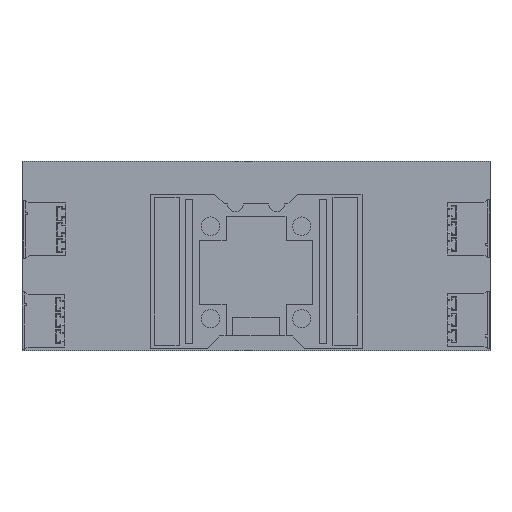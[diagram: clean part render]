
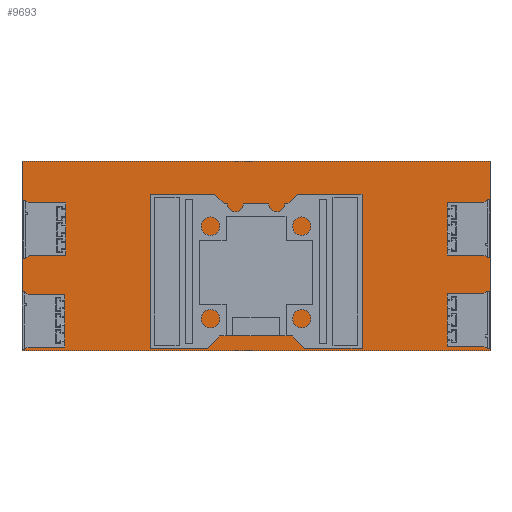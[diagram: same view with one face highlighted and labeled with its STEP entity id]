
A CAD part, top view. The second image highlights one B-rep face of the part: STEP entity #9693.
In plain terms, the highlighted planar face has unit normal (0, 0, 1).
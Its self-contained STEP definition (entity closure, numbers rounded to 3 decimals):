
#632=PLANE('',#10602);
#1140=FACE_OUTER_BOUND('',#1816,.T.);
#1816=EDGE_LOOP('',(#8932,#8933,#8934,#8935));
#2809=LINE('',#16184,#3810);
#2812=LINE('',#16190,#3813);
#2815=LINE('',#16196,#3816);
#2818=LINE('',#16200,#3819);
#3810=VECTOR('',#13275,10.);
#3813=VECTOR('',#13280,10.);
#3816=VECTOR('',#13285,10.);
#3819=VECTOR('',#13290,10.);
#4950=VERTEX_POINT('',#16181);
#4951=VERTEX_POINT('',#16183);
#4953=VERTEX_POINT('',#16189);
#4955=VERTEX_POINT('',#16195);
#6274=EDGE_CURVE('',#4951,#4950,#2809,.T.);
#6277=EDGE_CURVE('',#4953,#4951,#2812,.T.);
#6280=EDGE_CURVE('',#4955,#4953,#2815,.T.);
#6283=EDGE_CURVE('',#4950,#4955,#2818,.T.);
#8932=ORIENTED_EDGE('',*,*,#6283,.T.);
#8933=ORIENTED_EDGE('',*,*,#6280,.T.);
#8934=ORIENTED_EDGE('',*,*,#6277,.T.);
#8935=ORIENTED_EDGE('',*,*,#6274,.T.);
#9693=ADVANCED_FACE('',(#1140),#632,.T.);
#10602=AXIS2_PLACEMENT_3D('',#16201,#13291,#13292);
#13275=DIRECTION('',(-1.,0.,0.));
#13280=DIRECTION('',(0.,1.,0.));
#13285=DIRECTION('',(1.,0.,0.));
#13290=DIRECTION('',(0.,-1.,0.));
#13291=DIRECTION('center_axis',(0.,0.,1.));
#13292=DIRECTION('ref_axis',(1.,0.,0.));
#16181=CARTESIAN_POINT('',(0.,41.148,0.1));
#16183=CARTESIAN_POINT('',(101.6,41.148,0.1));
#16184=CARTESIAN_POINT('',(101.6,41.148,0.1));
#16189=CARTESIAN_POINT('',(101.6,0.,0.1));
#16190=CARTESIAN_POINT('',(101.6,0.,0.1));
#16195=CARTESIAN_POINT('',(0.,0.,0.1));
#16196=CARTESIAN_POINT('',(0.,0.,0.1));
#16200=CARTESIAN_POINT('',(0.,41.148,0.1));
#16201=CARTESIAN_POINT('Origin',(50.8,20.574,0.1));
